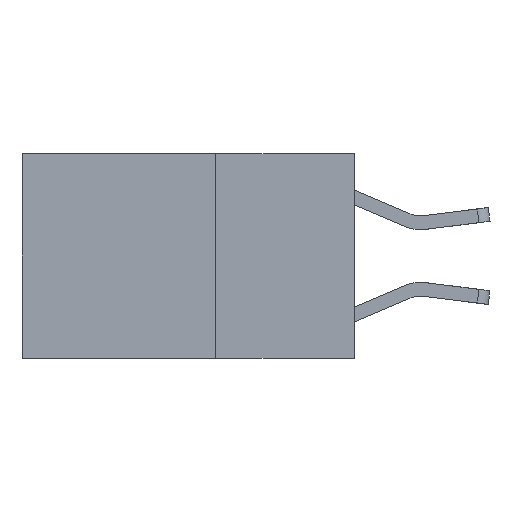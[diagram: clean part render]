
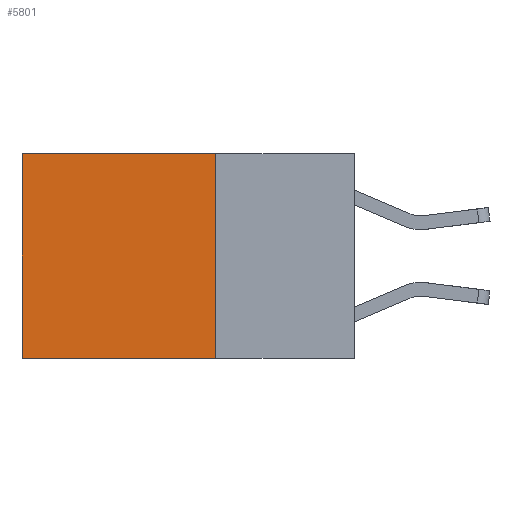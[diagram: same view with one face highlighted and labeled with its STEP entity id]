
A CAD part, left-side view. The second image highlights one B-rep face of the part: STEP entity #5801.
In plain terms, the highlighted planar face has unit normal (-1, 0, 0).
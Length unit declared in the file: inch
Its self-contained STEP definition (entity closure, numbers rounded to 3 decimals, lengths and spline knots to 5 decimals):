
#275 = ORIENTED_EDGE ( 'NONE', *, *, #6959, .T. ) ;
#475 = FACE_OUTER_BOUND ( 'NONE', #1525, .T. ) ;
#979 = CARTESIAN_POINT ( 'NONE',  ( 0.2625, 0.25, 0. ) ) ;
#1126 = CARTESIAN_POINT ( 'NONE',  ( 0.2625, 0.25, 0. ) ) ;
#1329 = DIRECTION ( 'NONE',  ( 0., 1., 0. ) ) ;
#1402 = EDGE_CURVE ( 'NONE', #2819, #8306, #9271, .T. ) ;
#1525 = EDGE_LOOP ( 'NONE', ( #275, #2107, #6011, #4447 ) ) ;
#2107 = ORIENTED_EDGE ( 'NONE', *, *, #1402, .F. ) ;
#2484 = CARTESIAN_POINT ( 'NONE',  ( 0.2625, 0.25, -0.37 ) ) ;
#2683 = CARTESIAN_POINT ( 'NONE',  ( 0.2625, 0.6, 0. ) ) ;
#2819 = VERTEX_POINT ( 'NONE', #3786 ) ;
#3495 = DIRECTION ( 'NONE',  ( 0., 0., -1. ) ) ;
#3541 = VERTEX_POINT ( 'NONE', #4232 ) ;
#3729 = PLANE ( 'NONE',  #6545 ) ;
#3786 = CARTESIAN_POINT ( 'NONE',  ( 0.2625, 0.25, -0.37 ) ) ;
#3858 = LINE ( 'NONE', #2683, #5054 ) ;
#4162 = CARTESIAN_POINT ( 'NONE',  ( 0.2625, 0.25, 0. ) ) ;
#4232 = CARTESIAN_POINT ( 'NONE',  ( 0.2625, 0.6, 0. ) ) ;
#4244 = CARTESIAN_POINT ( 'NONE',  ( 0.2625, 0.6, -0.37 ) ) ;
#4447 = ORIENTED_EDGE ( 'NONE', *, *, #4571, .T. ) ;
#4571 = EDGE_CURVE ( 'NONE', #8989, #3541, #6659, .T. ) ;
#5054 = VECTOR ( 'NONE', #9377, 39.37008 ) ;
#5162 = LINE ( 'NONE', #7896, #9160 ) ;
#5177 = VECTOR ( 'NONE', #1329, 39.37008 ) ;
#5649 = DIRECTION ( 'NONE',  ( 0., 0., -1. ) ) ;
#5677 = DIRECTION ( 'NONE',  ( 0., 1., 0. ) ) ;
#5801 = ADVANCED_FACE ( 'NONE', ( #475 ), #3729, .F. ) ;
#6011 = ORIENTED_EDGE ( 'NONE', *, *, #7768, .F. ) ;
#6437 = VECTOR ( 'NONE', #5677, 39.37008 ) ;
#6545 = AXIS2_PLACEMENT_3D ( 'NONE', #979, #9119, #5649 ) ;
#6659 = LINE ( 'NONE', #4162, #6437 ) ;
#6959 = EDGE_CURVE ( 'NONE', #3541, #8306, #3858, .T. ) ;
#7768 = EDGE_CURVE ( 'NONE', #8989, #2819, #5162, .T. ) ;
#7896 = CARTESIAN_POINT ( 'NONE',  ( 0.2625, 0.25, 0. ) ) ;
#8306 = VERTEX_POINT ( 'NONE', #4244 ) ;
#8989 = VERTEX_POINT ( 'NONE', #1126 ) ;
#9119 = DIRECTION ( 'NONE',  ( 1., 0., 0. ) ) ;
#9160 = VECTOR ( 'NONE', #3495, 39.37008 ) ;
#9271 = LINE ( 'NONE', #2484, #5177 ) ;
#9377 = DIRECTION ( 'NONE',  ( 0., 0., -1. ) ) ;
